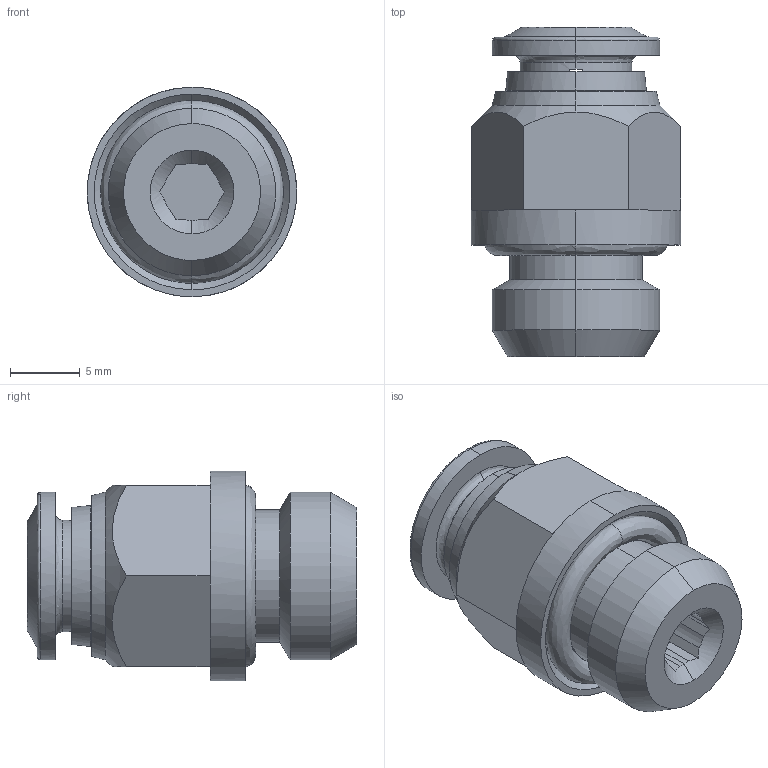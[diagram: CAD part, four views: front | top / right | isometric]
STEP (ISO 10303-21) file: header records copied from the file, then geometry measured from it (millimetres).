
FILE_DESCRIPTION (( 'STEP AP214' ), '1' );
FILE_NAME ('PC06-M12X1.5_ME.STEP', '2018-09-06T07:05:19', ( '' ), ( '' ), 'SwSTEP 2.0', 'SolidWorks 2018', '' );
FILE_SCHEMA (( 'AUTOMOTIVE_DESIGN' ));
Length unit declared in the file: millimetre
Products named in the file (1): PC06-M12X1.5_ME
Bounding box: 15.01 x 23.6 x 15 mm (x, y, z)
Surface area: 1641.1 mm2 (no closed solid volume)
Topology: 0 solids, 1 shells, 92 faces, 234 edges, 143 vertices
Faces by surface type: bspline 92
Entity records: 3877 total; most frequent: CARTESIAN_POINT 2497, ORIENTED_EDGE 450, EDGE_CURVE 234, B_SPLINE_CURVE_WITH_KNOTS 168, VERTEX_POINT 143, EDGE_LOOP 101, FACE_OUTER_BOUND 92, ADVANCED_FACE 92
